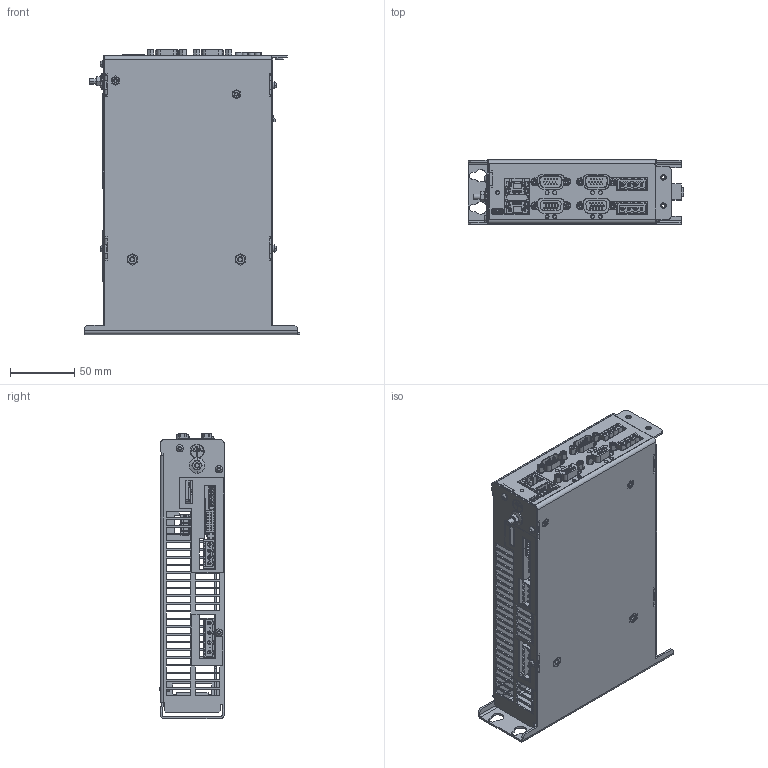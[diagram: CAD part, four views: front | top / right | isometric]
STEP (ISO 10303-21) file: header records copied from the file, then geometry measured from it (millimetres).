
FILE_DESCRIPTION((''),'2;1');
FILE_NAME('1379196-00-K01_ASM','2023-03-31T12:17:25',('CH5999'),(''),'CREO PARAMETRIC BY PTC INC, 2022162','CREO PARAMETRIC BY PTC INC, 2022162','');
FILE_SCHEMA(('AP242_MANAGED_MODEL_BASED_3D_ENGINEERING_MIM_LF { 1 0 10303 442 1 1 4 }'));
Products named in the file (34): 1373707-01-A01; 368651-01; 368651-26-K01; 295833-01; 1373710-01-K01_ASM; 1299002-06-K01; 291616-01; 685620-01-K01; 580760-03-K01; 1322933-01-Z01; 664179-01-K01; 1347677-01-Z01; 1349951-01-Z01; 202990-07-K01; 653121-01-K01; 1276675-06-K01_ASM; 250774-35-K01; 1325083-05-K01; 291618-01; 1061577-01-K01; 1346024-01-Z01; 1353908-04-K01_ASM; 355940-57-Z01; 1373736-01-A01; 281666-18; 1373736-01-K01_ASM; 355940-09-Z01; 678688-01-Z01; 257201-12-K01; 1375582-01-K01; 1376967-01-K01; 1378154-00-K01; 1378152-00-K01_ASM; 1379196-00-K01_ASM
Assembly tree (52 placements, depth 4):
  1379196-00-K01_ASM
    1378152-00-K01_ASM
      1373710-01-K01_ASM
        1373707-01-A01
        368651-01  x2
        368651-26-K01  x2
        295833-01  x2
      1276675-06-K01_ASM
        1299002-06-K01
        291616-01  x2
        685620-01-K01
        580760-03-K01
        1322933-01-Z01
        664179-01-K01
        1347677-01-Z01
        1349951-01-Z01
        202990-07-K01
        653121-01-K01
      250774-35-K01  x2
      1353908-04-K01_ASM
        1325083-05-K01
        291618-01  x2
        685620-01-K01
        1061577-01-K01
        1346024-01-Z01
      355940-57-Z01
      1373736-01-K01_ASM
        1373736-01-A01
        281666-18
      355940-09-Z01  x6
      678688-01-Z01
      257201-12-K01  x8
      1375582-01-K01
      1376967-01-K01
      1378154-00-K01
Bounding box: 168 x 49.9 x 222 mm (x, y, z)
Volume: 204025.1 mm3; surface area: 288645.9 mm2
Topology: 47 solids, 47 shells, 7717 faces, 19778 edges, 12515 vertices
Faces by surface type: plane 5413, cylinder 1762, cone 424, sphere 54, torus 32, bspline 29, revolution 3
Entity records: 248014 total; most frequent: CARTESIAN_POINT 36997, ORIENTED_EDGE 33446, DIRECTION 32213, EDGE_CURVE 16723, VECTOR 13088, LINE 13088, VERTEX_POINT 10667, PRESENTATION_STYLE_ASSIGNMENT 9621
